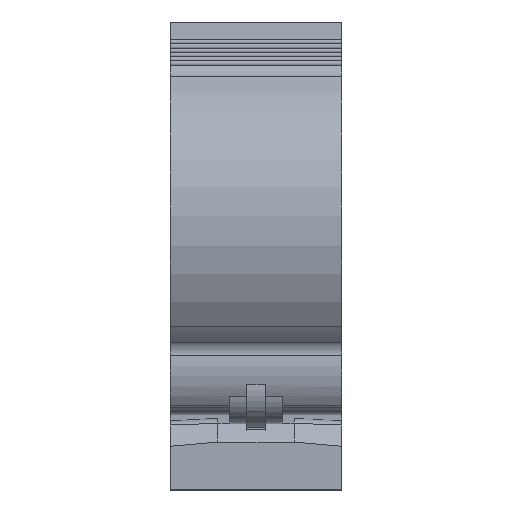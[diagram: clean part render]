
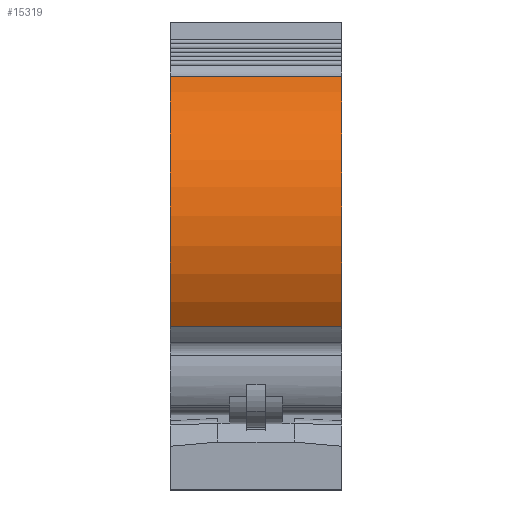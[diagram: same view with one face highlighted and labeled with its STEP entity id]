
A CAD part, top view. The second image highlights one B-rep face of the part: STEP entity #15319.
In plain terms, the highlighted cylindrical face has radius 35.6 mm (diameter 71.2 mm), a partial arc.
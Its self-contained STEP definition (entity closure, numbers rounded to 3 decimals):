
#33 = CARTESIAN_POINT ( 'NONE',  ( 0., 55.029, -17.943 ) ) ;
#34 = DIRECTION ( 'NONE',  ( -1., 0., 0. ) ) ;
#35 = DIRECTION ( 'NONE',  ( 0., -0.585, 0.811 ) ) ;
#2686 = VERTEX_POINT ( 'NONE', #6945 ) ;
#2688 = VERTEX_POINT ( 'NONE', #6947 ) ;
#2692 = VERTEX_POINT ( 'NONE', #6951 ) ;
#2693 = VERTEX_POINT ( 'NONE', #6952 ) ;
#3189 = LINE ( 'NONE', #7555, #7999 ) ;
#3192 = LINE ( 'NONE', #7576, #8012 ) ;
#4228 = EDGE_CURVE ( 'NONE', #2686, #2688, #3189, .T. ) ;
#4235 = EDGE_CURVE ( 'NONE', #2692, #2686, #8001, .T. ) ;
#4236 = EDGE_CURVE ( 'NONE', #2692, #2693, #3192, .T. ) ;
#4237 = EDGE_CURVE ( 'NONE', #2693, #2688, #8011, .T. ) ;
#6945 = CARTESIAN_POINT ( 'NONE',  ( 0., 34.217, 10.94 ) ) ;
#6947 = CARTESIAN_POINT ( 'NONE',  ( -36., 34.217, 10.94 ) ) ;
#6951 = CARTESIAN_POINT ( 'NONE',  ( 0., 86.845, -1.971 ) ) ;
#6952 = CARTESIAN_POINT ( 'NONE',  ( -36., 86.845, -1.971 ) ) ;
#7555 = CARTESIAN_POINT ( 'NONE',  ( 0., 34.217, 10.94 ) ) ;
#7556 = DIRECTION ( 'NONE',  ( -1., 0., 0. ) ) ;
#7573 = CARTESIAN_POINT ( 'NONE',  ( 0., 55.029, -17.943 ) ) ;
#7574 = DIRECTION ( 'NONE',  ( 1., 0., 0. ) ) ;
#7575 = DIRECTION ( 'NONE',  ( 0., 0.585, -0.811 ) ) ;
#7576 = CARTESIAN_POINT ( 'NONE',  ( 0., 86.845, -1.971 ) ) ;
#7577 = DIRECTION ( 'NONE',  ( -1., 0., 0. ) ) ;
#7578 = CARTESIAN_POINT ( 'NONE',  ( -36., 55.029, -17.943 ) ) ;
#7579 = DIRECTION ( 'NONE',  ( 1., 0., 0. ) ) ;
#7580 = DIRECTION ( 'NONE',  ( 0., 0.585, -0.811 ) ) ;
#7999 = VECTOR ( 'NONE', #7556, 1000. ) ;
#8001 = CIRCLE ( 'NONE', #8010, 35.6 ) ;
#8010 = AXIS2_PLACEMENT_3D ( 'NONE', #7573, #7574, #7575 ) ;
#8011 = CIRCLE ( 'NONE', #8013, 35.6 ) ;
#8012 = VECTOR ( 'NONE', #7577, 1000. ) ;
#8013 = AXIS2_PLACEMENT_3D ( 'NONE', #7578, #7579, #7580 ) ;
#9649 = ORIENTED_EDGE ( 'NONE', *, *, #4237, .T. ) ;
#9650 = ORIENTED_EDGE ( 'NONE', *, *, #4235, .F. ) ;
#9651 = ORIENTED_EDGE ( 'NONE', *, *, #4228, .F. ) ;
#9652 = ORIENTED_EDGE ( 'NONE', *, *, #4236, .T. ) ;
#15319 = ADVANCED_FACE ( 'NONE', ( #20691 ), #20692, .T. ) ;
#16319 = EDGE_LOOP ( 'NONE', ( #9651, #9650, #9652, #9649 ) ) ;
#18238 = AXIS2_PLACEMENT_3D ( 'NONE', #33, #34, #35 ) ;
#20691 = FACE_OUTER_BOUND ( 'NONE', #16319, .T. ) ;
#20692 = CYLINDRICAL_SURFACE ( 'NONE', #18238, 35.6 ) ;
